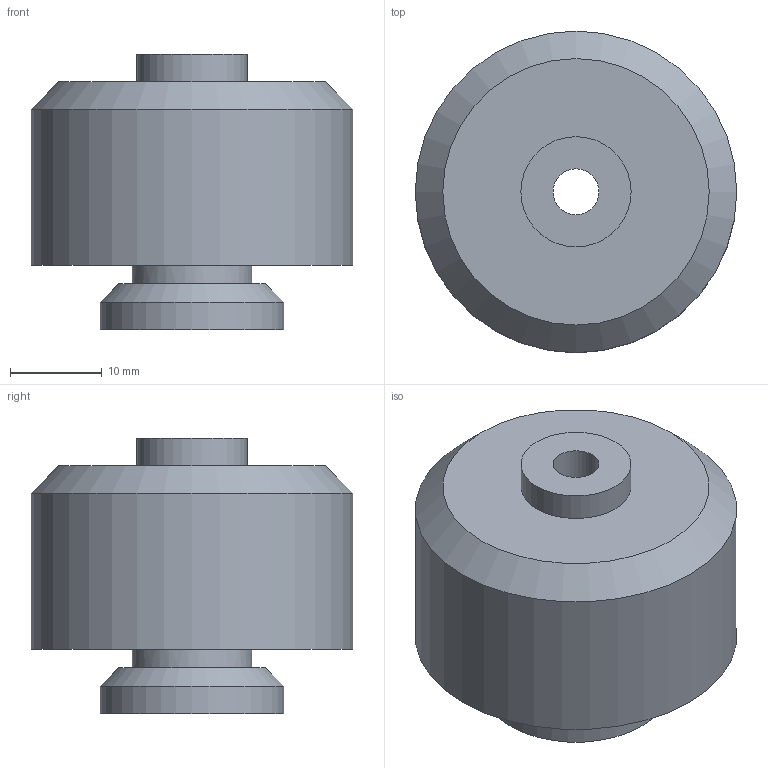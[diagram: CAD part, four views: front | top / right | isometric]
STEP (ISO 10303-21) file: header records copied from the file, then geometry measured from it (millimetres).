
FILE_DESCRIPTION(/* description */ ('STEP AP242','CAx-IF Rec.Pracs.---Representation and Presentation of Product Manufacturing Information (PMI)---4.0---2014-10-13','CAx-IF Rec.Pracs.---3D Tessellated Geometry---0.4---2014-09-14','2;1'),/* implementation_level */ '2;1');
FILE_NAME(/* name */ '6879bff1fd3243079d603693',/* time_stamp */ '2025-07-18T03:30:57Z',/* author */ (''),/* organization */ (''),/* preprocessor_version */ 'ST-DEVELOPER v20',/* originating_system */ 'ONSHAPE BY PTC INC, 1.200',/* authorisation */ ' ');
FILE_SCHEMA (('AP242_MANAGED_MODEL_BASED_3D_ENGINEERING_MIM_LF { 1 0 10303 442 1 1 4 }'));
Length unit declared in the file: metre
Products named in the file (3): Assembly 1; Part 1
Assembly tree (2 placements, depth 2):
  Assembly 1
    Part 1
    Part 1
Bounding box: 35 x 35 x 30 mm (x, y, z)
Volume: 10769.9 mm3; surface area: 11333.2 mm2
Topology: 2 solids, 2 shells, 199 faces, 550 edges, 366 vertices
Faces by surface type: plane 171, cylinder 26, cone 2
Full cylindrical faces by diameter (mm): 3 x4, 5 x1, 6 x1, 10.3 x2, 12 x1, 13 x1, 20 x2, 28.056 x1, 35 x1
Entity records: 6293 total; most frequent: CARTESIAN_POINT 1098, ORIENTED_EDGE 1064, DIRECTION 1044, EDGE_CURVE 532, LINE 424, VECTOR 424, VERTEX_POINT 364, AXIS2_PLACEMENT_3D 310
